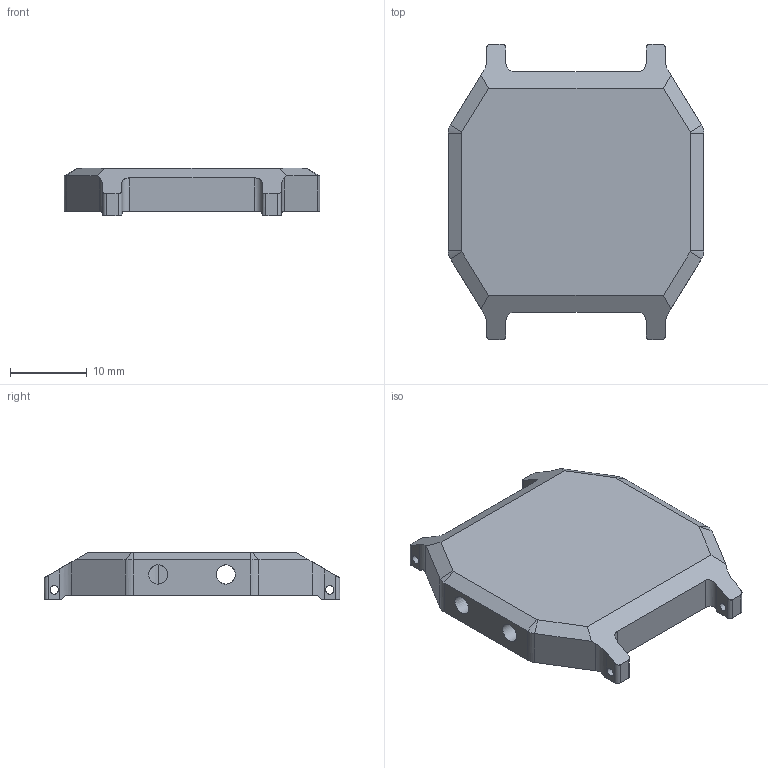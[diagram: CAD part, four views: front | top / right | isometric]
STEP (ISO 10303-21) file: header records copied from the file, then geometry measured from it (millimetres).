
FILE_DESCRIPTION(('FreeCAD Model'),'2;1');
FILE_NAME('Open CASCADE Shape Model','2025-04-25T17:01:20',('FreeCAD'),( 'FreeCAD'),'Open CASCADE STEP processor 7.6','FreeCAD','Unknown');
FILE_SCHEMA(('AUTOMOTIVE_DESIGN { 1 0 10303 214 1 1 1 1 }'));
Length unit declared in the file: millimetre
Products named in the file (1): Open CASCADE STEP translator 7.6 1
Bounding box: 33.2 x 38.4 x 6.2 mm (x, y, z)
Volume: 2676.7 mm3; surface area: 3311.4 mm2
Topology: 1 solids, 1 shells, 132 faces, 384 edges, 258 vertices
Faces by surface type: plane 57, bspline 52, cylinder 23
Entity records: 7342 total; most frequent: CARTESIAN_POINT 4295, ORIENTED_EDGE 768, DIRECTION 458, EDGE_CURVE 384, VERTEX_POINT 258, LINE 188, VECTOR 188, FACE_BOUND 150
